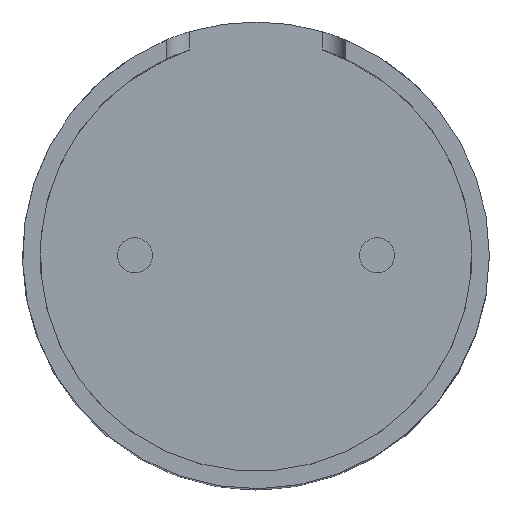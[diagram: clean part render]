
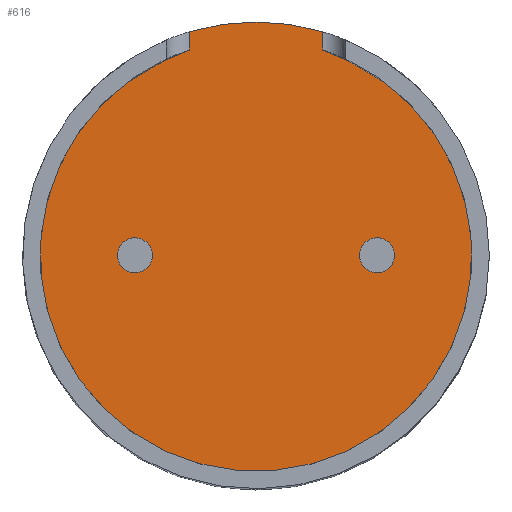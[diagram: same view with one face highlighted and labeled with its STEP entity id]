
A CAD part, top view. The second image highlights one B-rep face of the part: STEP entity #616.
In plain terms, the highlighted planar face has unit normal (0, 0, 1).
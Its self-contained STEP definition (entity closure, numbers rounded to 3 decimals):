
#17=FACE_BOUND('',#119,.T.);
#18=FACE_BOUND('',#120,.T.);
#26=CIRCLE('',#653,20.);
#27=CIRCLE('',#654,18.5);
#28=CIRCLE('',#655,1.5);
#29=CIRCLE('',#656,1.5);
#84=FACE_OUTER_BOUND('',#118,.T.);
#118=EDGE_LOOP('',(#434,#435,#436,#437));
#119=EDGE_LOOP('',(#438));
#120=EDGE_LOOP('',(#439));
#164=LINE('',#1023,#213);
#165=LINE('',#1038,#214);
#213=VECTOR('',#729,10.);
#214=VECTOR('',#732,10.);
#265=VERTEX_POINT('',#998);
#268=VERTEX_POINT('',#1012);
#270=VERTEX_POINT('',#1026);
#271=VERTEX_POINT('',#1037);
#273=VERTEX_POINT('',#1054);
#274=VERTEX_POINT('',#1056);
#334=EDGE_CURVE('',#268,#265,#164,.T.);
#336=EDGE_CURVE('',#270,#271,#165,.T.);
#339=EDGE_CURVE('',#271,#268,#26,.T.);
#340=EDGE_CURVE('',#270,#265,#27,.T.);
#341=EDGE_CURVE('',#273,#273,#28,.T.);
#342=EDGE_CURVE('',#274,#274,#29,.T.);
#434=ORIENTED_EDGE('',*,*,#334,.F.);
#435=ORIENTED_EDGE('',*,*,#339,.F.);
#436=ORIENTED_EDGE('',*,*,#336,.F.);
#437=ORIENTED_EDGE('',*,*,#340,.T.);
#438=ORIENTED_EDGE('',*,*,#341,.T.);
#439=ORIENTED_EDGE('',*,*,#342,.T.);
#590=PLANE('',#652);
#616=ADVANCED_FACE('',(#84,#17,#18),#590,.T.);
#652=AXIS2_PLACEMENT_3D('',#1051,#734,#735);
#653=AXIS2_PLACEMENT_3D('',#1052,#736,#737);
#654=AXIS2_PLACEMENT_3D('',#1053,#738,#739);
#655=AXIS2_PLACEMENT_3D('',#1055,#740,#741);
#656=AXIS2_PLACEMENT_3D('',#1057,#742,#743);
#729=DIRECTION('',(0.,-1.,0.));
#732=DIRECTION('',(0.,1.,0.));
#734=DIRECTION('center_axis',(0.,0.,1.));
#735=DIRECTION('ref_axis',(-1.,0.,0.));
#736=DIRECTION('center_axis',(0.,0.,-1.));
#737=DIRECTION('ref_axis',(-1.,0.,0.));
#738=DIRECTION('center_axis',(0.,0.,1.));
#739=DIRECTION('ref_axis',(-1.,0.,0.));
#740=DIRECTION('center_axis',(0.,0.,-1.));
#741=DIRECTION('ref_axis',(-1.,0.,0.));
#742=DIRECTION('center_axis',(0.,0.,-1.));
#743=DIRECTION('ref_axis',(-1.,0.,0.));
#998=CARTESIAN_POINT('',(5.07,456.195,30.));
#1012=CARTESIAN_POINT('',(5.07,457.766,30.));
#1023=CARTESIAN_POINT('',(5.07,437.825,30.));
#1026=CARTESIAN_POINT('',(-6.337,456.195,30.));
#1037=CARTESIAN_POINT('',(-6.337,457.766,30.));
#1038=CARTESIAN_POINT('',(-6.337,437.006,30.));
#1051=CARTESIAN_POINT('Origin',(-20.633,418.596,30.));
#1052=CARTESIAN_POINT('Origin',(-0.633,438.596,30.));
#1053=CARTESIAN_POINT('Origin',(-0.633,438.596,30.));
#1054=CARTESIAN_POINT('',(11.242,438.596,30.));
#1055=CARTESIAN_POINT('Origin',(9.742,438.596,30.));
#1056=CARTESIAN_POINT('',(-9.508,438.596,30.));
#1057=CARTESIAN_POINT('Origin',(-11.008,438.596,30.));
